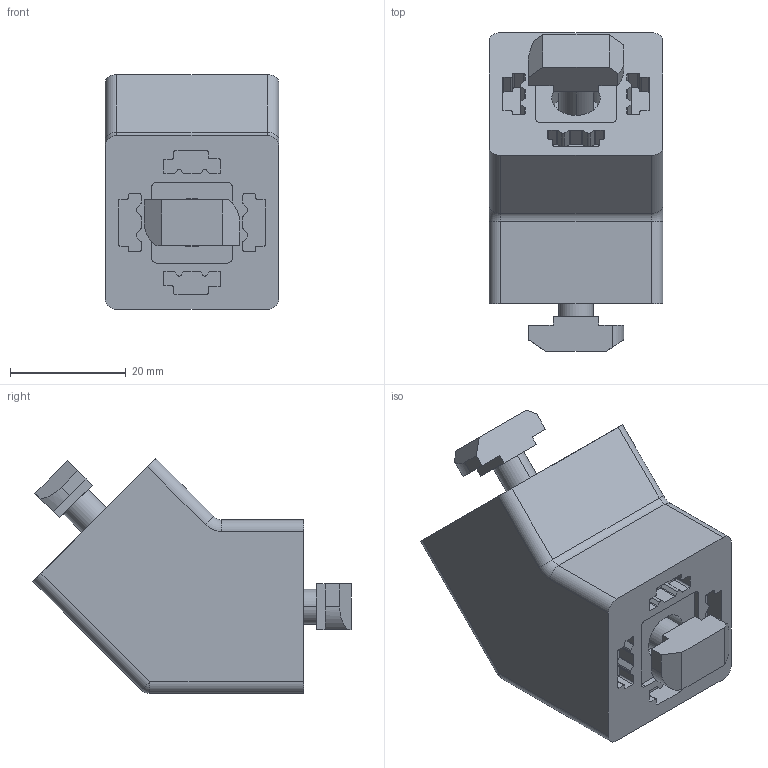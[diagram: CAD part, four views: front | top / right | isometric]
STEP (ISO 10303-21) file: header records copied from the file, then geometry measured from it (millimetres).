
FILE_DESCRIPTION(('STEP AP214'),'1');
FILE_NAME('cctmp_FD2BD1D2-3A24-4D36-9110-D2423C228DBB_2021_12_27_16_15_49_0186..stp','2021-12-27T15:15:49',('Bosch Rexroth AG'),('CADClick - www.CADClick.com'),'Spatial InterOp 3D',' ','unknown authorization - (Healing Option Enabled)');
FILE_SCHEMA(('AUTOMOTIVE_DESIGN'));
Length unit declared in the file: millimetre
Products named in the file (1): 1
Bounding box: 30 x 55 x 40.59 mm (x, y, z)
Volume: 20220.7 mm3; surface area: 15452.4 mm2
Topology: 2 solids, 2 shells, 421 faces, 1157 edges, 766 vertices
Faces by surface type: plane 230, cylinder 187, torus 2, sphere 2
Entity records: 16904 total; most frequent: CARTESIAN_POINT 2409, DIRECTION 2381, ORIENTED_EDGE 2314, EDGE_CURVE 1157, AXIS2_PLACEMENT_3D 805, LINE 771, VECTOR 771, VERTEX_POINT 766
